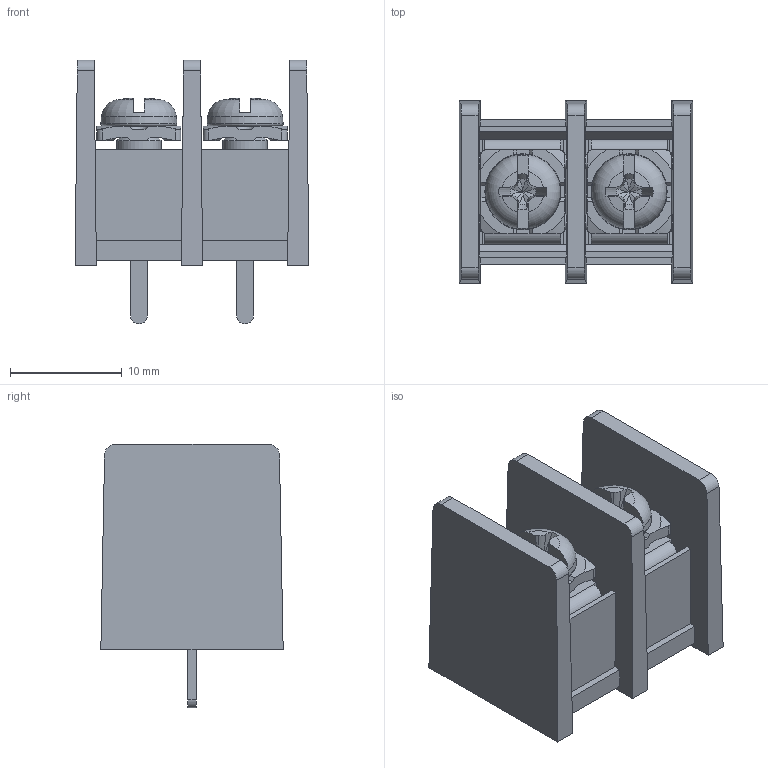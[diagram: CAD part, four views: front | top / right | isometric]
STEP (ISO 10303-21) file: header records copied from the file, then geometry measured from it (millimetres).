
FILE_DESCRIPTION(('STEP AP214'), '1');
FILE_NAME('DG45', '2019-10-04T22:10:43', ('AF'), (''), 'UNSPECIFIED', 'UNSPECIFIED', '');
FILE_SCHEMA(('AUTOMOTIVE_DESIGN { 1 0 10303 214 3 1 1}'));
Length unit declared in the file: millimetre
Assembly tree (6 placements, depth 2):
  (unnamed)
    (unnamed)  x2
    (unnamed)  x2
    (unnamed)  x2
Bounding box: 20.9 x 16.3 x 23.6 mm (x, y, z)
Volume: 2861.3 mm3; surface area: 4639.3 mm2
Topology: 7 solids, 7 shells, 524 faces, 1360 edges, 848 vertices
Faces by surface type: plane 368, cylinder 54, cone 54, bspline 32, torus 8, sphere 8
Full cylindrical faces by diameter (mm): 3.3 x4, 3.4 x2, 4 x2, 4.9 x2
Entity records: 13494 total; most frequent: CARTESIAN_POINT 2704, ORIENTED_EDGE 1686, DIRECTION 1528, EDGE_CURVE 843, LINE 634, VECTOR 634, VERTEX_POINT 549, AXIS2_PLACEMENT_3D 447
